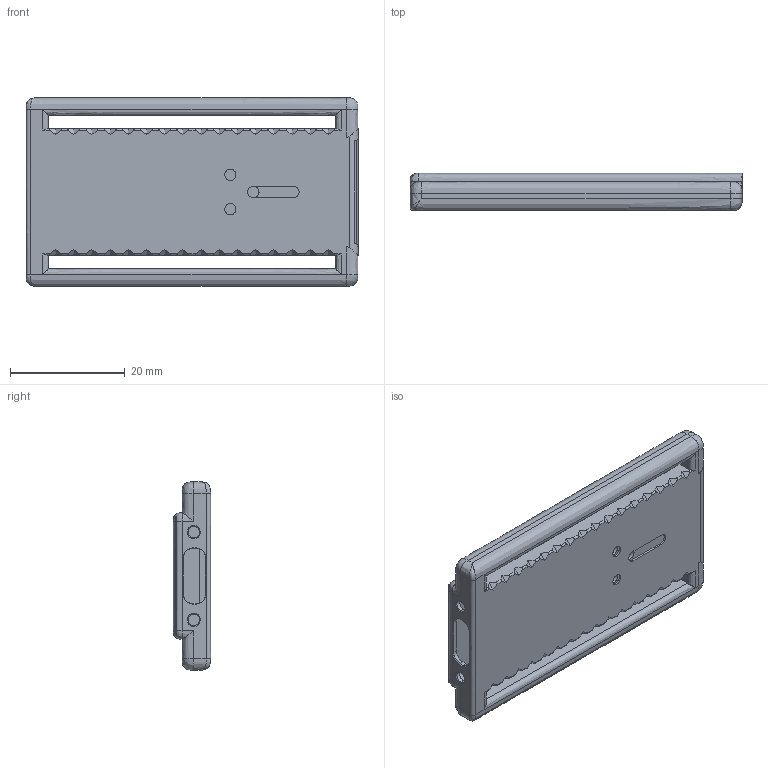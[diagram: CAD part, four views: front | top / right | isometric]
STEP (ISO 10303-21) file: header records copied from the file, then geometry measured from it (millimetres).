
FILE_DESCRIPTION (( 'STEP AP214' ), '1' );
FILE_NAME ('FuiminiCase.STEP', '2024-11-06T22:54:51', ( '' ), ( '' ), 'MPSTEP 2.0', 'Macroplastics Offline CAD Suite', '' );
FILE_SCHEMA (( 'UwU' ));
Length unit declared in the file: millimetre
Products named in the file (1): FuiminiCase
Bounding box: 57.8 x 6.48 x 32.8 mm (x, y, z)
Volume: 4349.8 mm3; surface area: 9737.6 mm2
Topology: 4 solids, 4 shells, 507 faces, 1425 edges, 926 vertices
Faces by surface type: plane 361, cylinder 101, bspline 37, cone 8
Entity records: 20289 total; most frequent: CARTESIAN_POINT 8018, ORIENTED_EDGE 2846, DIRECTION 2076, EDGE_CURVE 1423, LINE 982, VECTOR 982, VERTEX_POINT 926, EDGE_LOOP 547
